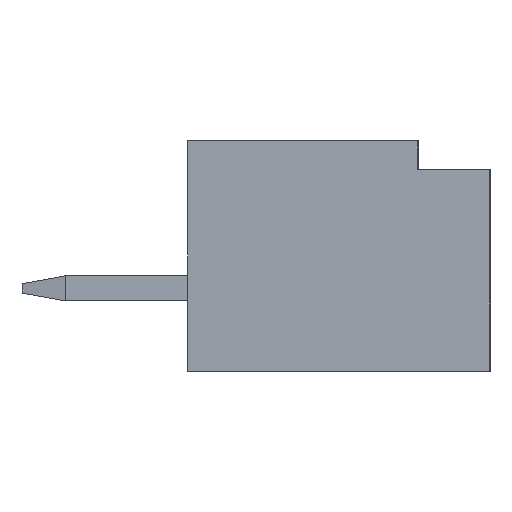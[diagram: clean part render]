
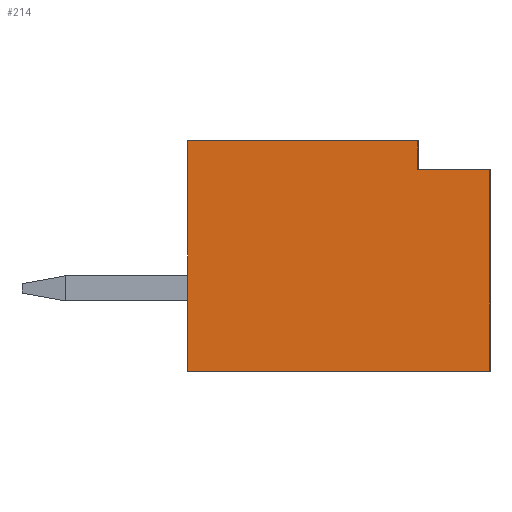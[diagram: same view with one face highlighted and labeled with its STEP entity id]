
A CAD part, left-side view. The second image highlights one B-rep face of the part: STEP entity #214.
In plain terms, the highlighted planar face has unit normal (-1, 0, 0).
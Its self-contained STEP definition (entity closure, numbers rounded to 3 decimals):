
#44=FACE_OUTER_BOUND('',#589,.T.);
#214=ADVANCED_FACE('',(#44),#386,.F.);
#386=PLANE('',#3207);
#589=EDGE_LOOP('',(#838,#839,#840,#841,#842,#843));
#838=ORIENTED_EDGE('',*,*,#1983,.T.);
#839=ORIENTED_EDGE('',*,*,#1984,.T.);
#840=ORIENTED_EDGE('',*,*,#1968,.F.);
#841=ORIENTED_EDGE('',*,*,#1985,.T.);
#842=ORIENTED_EDGE('',*,*,#1956,.T.);
#843=ORIENTED_EDGE('',*,*,#1986,.F.);
#1678=VERTEX_POINT('',#4258);
#1679=VERTEX_POINT('',#4259);
#1690=VERTEX_POINT('',#4283);
#1691=VERTEX_POINT('',#4284);
#1704=VERTEX_POINT('',#4314);
#1705=VERTEX_POINT('',#4315);
#1956=EDGE_CURVE('',#1678,#1679,#2386,.T.);
#1968=EDGE_CURVE('',#1690,#1691,#2398,.T.);
#1983=EDGE_CURVE('',#1704,#1705,#2413,.T.);
#1984=EDGE_CURVE('',#1705,#1691,#2414,.T.);
#1985=EDGE_CURVE('',#1690,#1678,#2415,.T.);
#1986=EDGE_CURVE('',#1704,#1679,#2416,.T.);
#2386=LINE('',#4257,#2812);
#2398=LINE('',#4282,#2824);
#2413=LINE('',#4313,#2839);
#2414=LINE('',#4316,#2840);
#2415=LINE('',#4317,#2841);
#2416=LINE('',#4318,#2842);
#2812=VECTOR('',#3431,1.);
#2824=VECTOR('',#3445,1.);
#2839=VECTOR('',#3464,1.);
#2840=VECTOR('',#3465,1.);
#2841=VECTOR('',#3466,1.);
#2842=VECTOR('',#3467,1.);
#3207=AXIS2_PLACEMENT_3D('',#4319,#3468,#3469);
#3431=DIRECTION('',(0.,-1.,0.));
#3445=DIRECTION('',(0.,-1.,0.));
#3464=DIRECTION('',(0.,1.,0.));
#3465=DIRECTION('',(0.,0.,1.));
#3466=DIRECTION('',(0.,0.,-1.));
#3467=DIRECTION('',(0.,0.,-1.));
#3468=DIRECTION('',(1.,0.,0.));
#3469=DIRECTION('',(0.,1.,0.));
#4257=CARTESIAN_POINT('',(-5.25,5.2,0.));
#4258=CARTESIAN_POINT('',(-5.25,5.2,0.));
#4259=CARTESIAN_POINT('',(-5.25,1.,0.));
#4282=CARTESIAN_POINT('',(-5.25,5.2,3.2));
#4283=CARTESIAN_POINT('',(-5.25,5.2,3.2));
#4284=CARTESIAN_POINT('',(-5.25,2.,3.2));
#4313=CARTESIAN_POINT('',(-5.25,1.,2.8));
#4314=CARTESIAN_POINT('',(-5.25,1.,2.8));
#4315=CARTESIAN_POINT('',(-5.25,2.,2.8));
#4316=CARTESIAN_POINT('',(-5.25,2.,2.8));
#4317=CARTESIAN_POINT('',(-5.25,5.2,3.2));
#4318=CARTESIAN_POINT('',(-5.25,1.,3.2));
#4319=CARTESIAN_POINT('',(-5.25,5.2,3.2));
